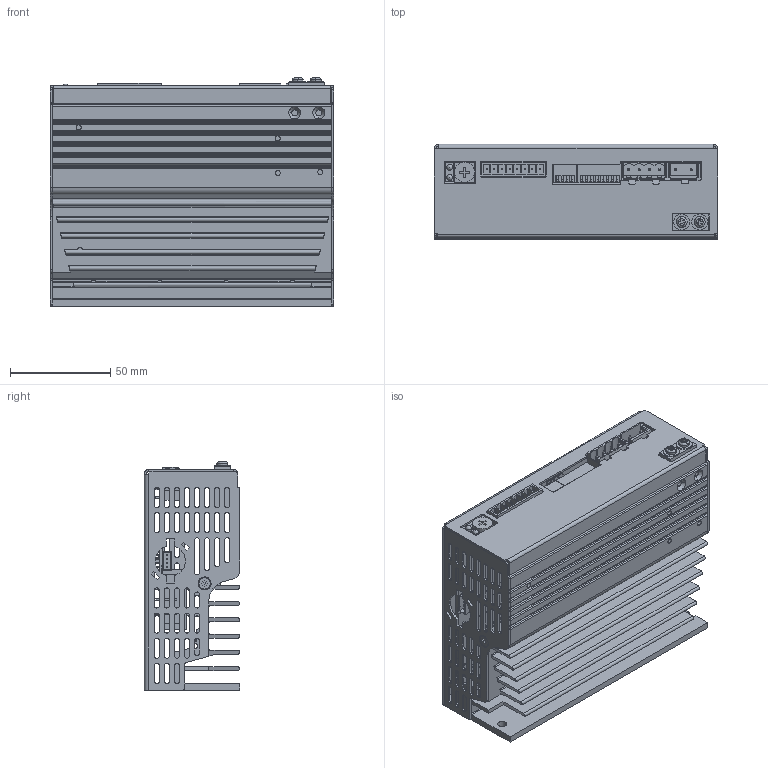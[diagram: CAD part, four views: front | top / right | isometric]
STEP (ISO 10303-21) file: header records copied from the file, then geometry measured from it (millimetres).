
FILE_DESCRIPTION (( 'STEP AP214' ), '1' );
FILE_NAME ('STP-DRVAC-24025.STEP', '2019-08-19T22:30:40', ( '' ), ( '' ), 'SwSTEP 2.0', 'SolidWorks 2017', '' );
FILE_SCHEMA (( 'AUTOMOTIVE_DESIGN' ));
Length unit declared in the file: inch
Products named in the file (1): STP-DRVAC-24025
Bounding box: 141.2 x 47.5 x 113.7 mm (x, y, z)
Volume: 200155.1 mm3; surface area: 179814.2 mm2
Topology: 19 solids, 19 shells, 2517 faces, 6954 edges, 4589 vertices
Faces by surface type: plane 1450, cylinder 708, bspline 312, cone 45, sphere 2
Entity records: 101429 total; most frequent: CARTESIAN_POINT 32085, ORIENTED_EDGE 13888, DIRECTION 11997, EDGE_CURVE 6944, LINE 4693, VECTOR 4693, VERTEX_POINT 4585, AXIS2_PLACEMENT_3D 3652
